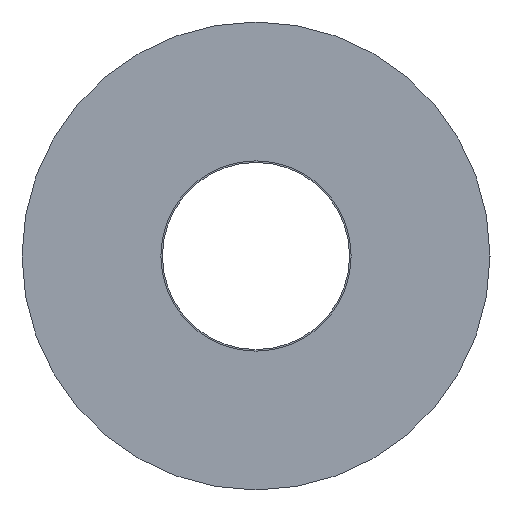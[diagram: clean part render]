
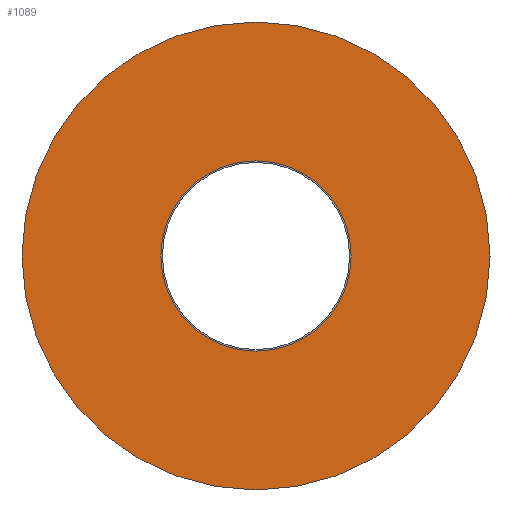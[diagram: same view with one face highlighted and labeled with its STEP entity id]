
A CAD part, left-side view. The second image highlights one B-rep face of the part: STEP entity #1089.
In plain terms, the highlighted planar face has unit normal (1, 0, 0).
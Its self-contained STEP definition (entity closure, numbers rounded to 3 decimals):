
#14 = ORIENTED_EDGE ( 'NONE', *, *, #704, .F. ) ;
#21 = CARTESIAN_POINT ( 'NONE',  ( 0., 0., 0. ) ) ;
#52 = AXIS2_PLACEMENT_3D ( 'NONE', #21, #875, #1031 ) ;
#58 = EDGE_LOOP ( 'NONE', ( #14 ) ) ;
#80 = EDGE_LOOP ( 'NONE', ( #316 ) ) ;
#142 = DIRECTION ( 'NONE',  ( 0., 0., 1. ) ) ;
#205 = CARTESIAN_POINT ( 'NONE',  ( 0., 0., 0. ) ) ;
#212 = PLANE ( 'NONE',  #812 ) ;
#214 = DIRECTION ( 'NONE',  ( 0., 0., -1. ) ) ;
#316 = ORIENTED_EDGE ( 'NONE', *, *, #593, .F. ) ;
#385 = CARTESIAN_POINT ( 'NONE',  ( 0., 0., -6.1 ) ) ;
#429 = CARTESIAN_POINT ( 'NONE',  ( 0., 0., -15. ) ) ;
#451 = FACE_BOUND ( 'NONE', #80, .T. ) ;
#523 = VERTEX_POINT ( 'NONE', #429 ) ;
#546 = DIRECTION ( 'NONE',  ( -1., 0., 0. ) ) ;
#567 = AXIS2_PLACEMENT_3D ( 'NONE', #205, #546, #214 ) ;
#593 = EDGE_CURVE ( 'NONE', #1044, #1044, #780, .T. ) ;
#704 = EDGE_CURVE ( 'NONE', #523, #523, #749, .T. ) ;
#736 = DIRECTION ( 'NONE',  ( -1., 0., 0. ) ) ;
#749 = CIRCLE ( 'NONE', #567, 15. ) ;
#780 = CIRCLE ( 'NONE', #52, 6.1 ) ;
#782 = FACE_OUTER_BOUND ( 'NONE', #58, .T. ) ;
#812 = AXIS2_PLACEMENT_3D ( 'NONE', #1057, #736, #142 ) ;
#875 = DIRECTION ( 'NONE',  ( 1., 0., 0. ) ) ;
#1031 = DIRECTION ( 'NONE',  ( 0., 0., -1. ) ) ;
#1044 = VERTEX_POINT ( 'NONE', #385 ) ;
#1057 = CARTESIAN_POINT ( 'NONE',  ( 0., 7.5, 0. ) ) ;
#1089 = ADVANCED_FACE ( 'NONE', ( #451, #782 ), #212, .F. ) ;
